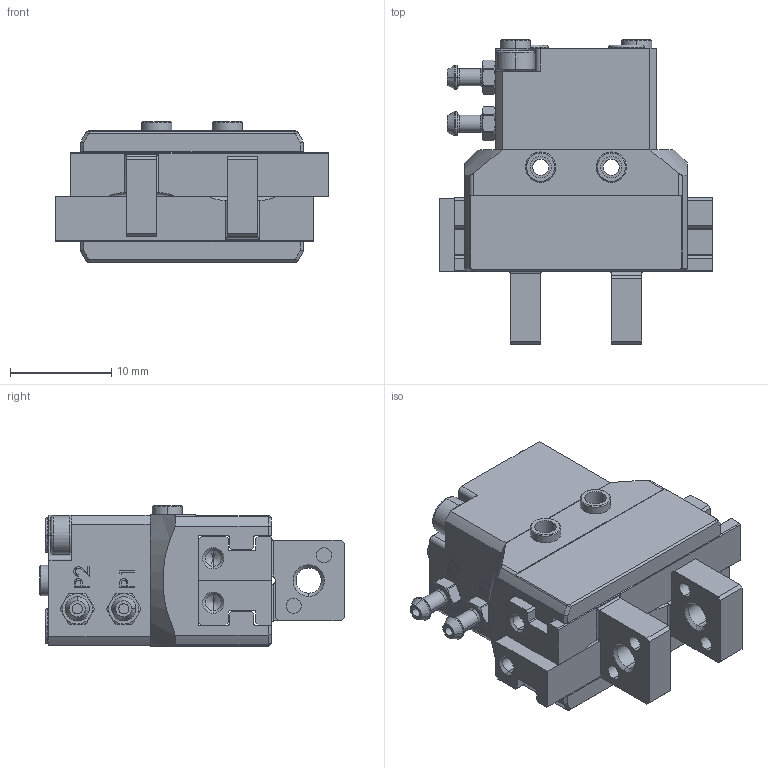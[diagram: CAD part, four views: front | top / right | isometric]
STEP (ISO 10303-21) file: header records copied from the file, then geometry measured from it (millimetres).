
FILE_DESCRIPTION (( 'STEP AP203' ), '1' );
FILE_NAME ('ASGMP-16.STEP', '2019-03-03T07:37:27', ( '' ), ( '' ), 'SwSTEP 2.0', 'SolidWorks 2015', '' );
FILE_SCHEMA (( 'CONFIG_CONTROL_DESIGN' ));
Length unit declared in the file: millimetre
Products named in the file (1): ASGMP-16
Bounding box: 27 x 30.1 x 13.9 mm (x, y, z)
Volume: 5683.9 mm3; surface area: 4704.5 mm2
Topology: 3 solids, 10 shells, 813 faces, 2082 edges, 1325 vertices
Faces by surface type: plane 335, cylinder 219, cone 140, bspline 115, torus 4
Entity records: 30190 total; most frequent: CARTESIAN_POINT 11164, ORIENTED_EDGE 4112, DIRECTION 3649, EDGE_CURVE 2056, VERTEX_POINT 1325, AXIS2_PLACEMENT_3D 1280, LINE 1089, VECTOR 1089
